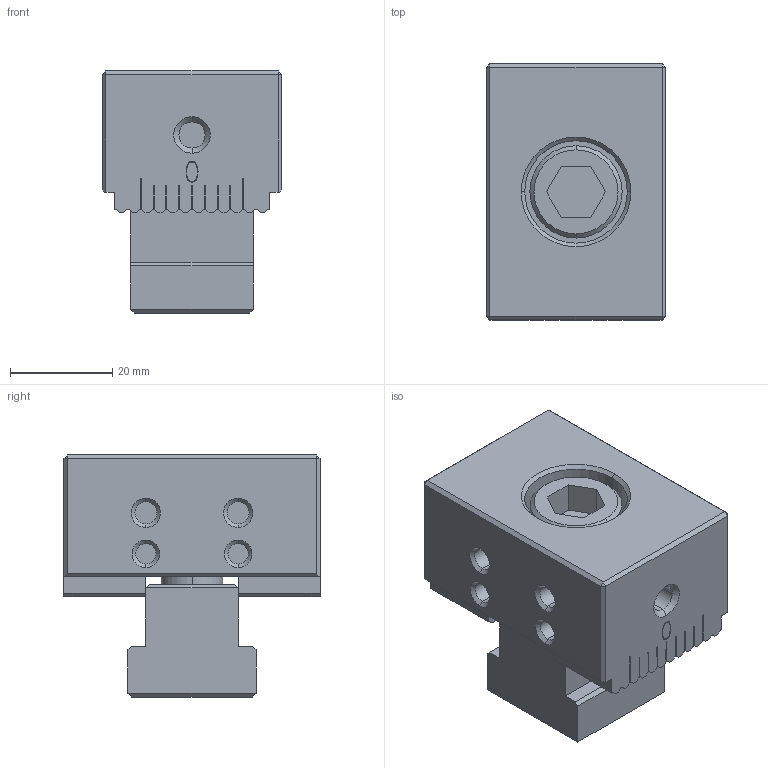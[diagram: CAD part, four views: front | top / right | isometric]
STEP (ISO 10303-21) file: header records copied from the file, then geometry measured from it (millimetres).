
FILE_DESCRIPTION (( 'STEP AP203' ), '1' );
FILE_NAME ('05-0550.STEP', '2024-10-07T15:23:17', ( '' ), ( '' ), 'SwSTEP 2.0', 'SolidWorks 2022', '' );
FILE_SCHEMA (( 'CONFIG_CONTROL_DESIGN' ));
Length unit declared in the file: inch
Products named in the file (6): PHA-50-T02 ¢â«¬¶ô-22°ª (05-05_3; M12X30L; PHA-50-T02 ¢â«¬¶ô-22°ª (05-05; PHA-50-T03 ©T©w¶ô-35¼e (05-05; 05-0550
Assembly tree (5 placements, depth 3):
  05-0550
    PHA-50-T03 ©T©w¶ô-35¼e (05-05
      PHA-50-T03 ©T©w¶ô-35¼e (05-05
    PHA-50-T02 ¢â«¬¶ô-22°ª (05-05
      PHA-50-T02 ¢â«¬¶ô-22°ª (05-05_3
    M12X30L
Bounding box: 35 x 50 x 47.25 mm (x, y, z)
Volume: 52870.9 mm3; surface area: 16478.5 mm2
Topology: 3 solids, 3 shells, 323 faces, 852 edges, 552 vertices
Faces by surface type: plane 215, cylinder 76, cone 32
Entity records: 10586 total; most frequent: DIRECTION 1742, CARTESIAN_POINT 1737, ORIENTED_EDGE 1704, EDGE_CURVE 852, VECTOR 628, LINE 628, AXIS2_PLACEMENT_3D 557, VERTEX_POINT 552
